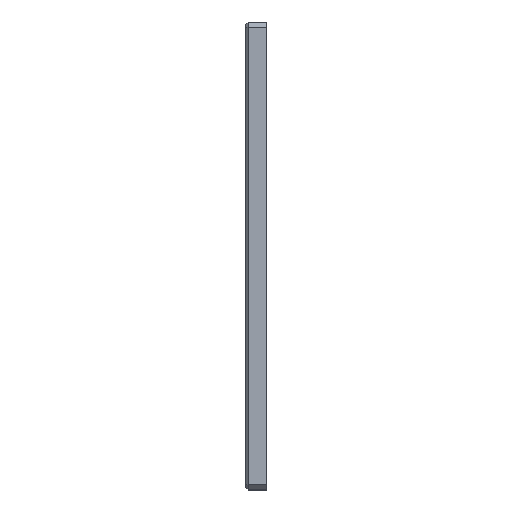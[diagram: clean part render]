
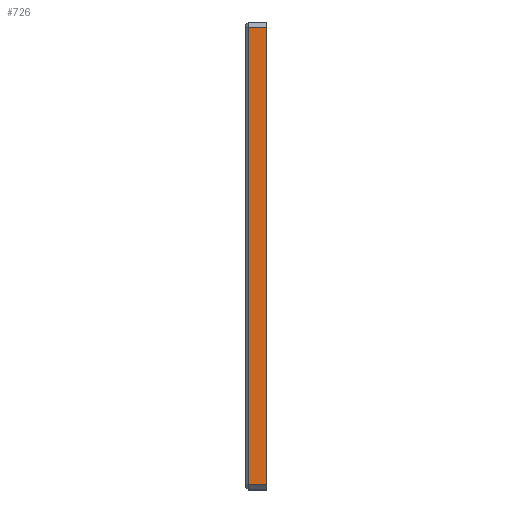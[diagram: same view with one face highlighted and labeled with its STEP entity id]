
A CAD part, left-side view. The second image highlights one B-rep face of the part: STEP entity #726.
In plain terms, the highlighted planar face has unit normal (-1, 0, 0).
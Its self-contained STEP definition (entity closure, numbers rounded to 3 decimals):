
#55 = CARTESIAN_POINT ( 'NONE',  ( -90., 7., -88. ) ) ;
#74 = FACE_OUTER_BOUND ( 'NONE', #1167, .T. ) ;
#81 = CARTESIAN_POINT ( 'NONE',  ( -90., 8., 88. ) ) ;
#184 = DIRECTION ( 'NONE',  ( 0., 1., 0. ) ) ;
#189 = DIRECTION ( 'NONE',  ( 1., 0., 0. ) ) ;
#237 = LINE ( 'NONE', #694, #662 ) ;
#296 = VECTOR ( 'NONE', #1459, 1000. ) ;
#379 = ORIENTED_EDGE ( 'NONE', *, *, #1079, .T. ) ;
#408 = PLANE ( 'NONE',  #1231 ) ;
#425 = CARTESIAN_POINT ( 'NONE',  ( -90., 8., 90. ) ) ;
#475 = VERTEX_POINT ( 'NONE', #934 ) ;
#482 = ORIENTED_EDGE ( 'NONE', *, *, #742, .T. ) ;
#501 = VERTEX_POINT ( 'NONE', #1491 ) ;
#507 = CARTESIAN_POINT ( 'NONE',  ( -90., 0., 88. ) ) ;
#609 = CARTESIAN_POINT ( 'NONE',  ( -90., 8., -88. ) ) ;
#627 = DIRECTION ( 'NONE',  ( 0., -1., 0. ) ) ;
#630 = EDGE_CURVE ( 'NONE', #475, #1434, #1082, .T. ) ;
#657 = LINE ( 'NONE', #81, #783 ) ;
#662 = VECTOR ( 'NONE', #910, 1000. ) ;
#694 = CARTESIAN_POINT ( 'NONE',  ( -90., 0., 90. ) ) ;
#726 = ADVANCED_FACE ( 'NONE', ( #74 ), #408, .F. ) ;
#742 = EDGE_CURVE ( 'NONE', #1096, #475, #657, .T. ) ;
#763 = DIRECTION ( 'NONE',  ( 0., 0., -1. ) ) ;
#783 = VECTOR ( 'NONE', #184, 1000. ) ;
#830 = ORIENTED_EDGE ( 'NONE', *, *, #1238, .T. ) ;
#910 = DIRECTION ( 'NONE',  ( 0., 0., 1. ) ) ;
#934 = CARTESIAN_POINT ( 'NONE',  ( -90., 7., 88. ) ) ;
#959 = LINE ( 'NONE', #609, #1109 ) ;
#1034 = CARTESIAN_POINT ( 'NONE',  ( -90., 7., -88. ) ) ;
#1079 = EDGE_CURVE ( 'NONE', #1434, #501, #959, .T. ) ;
#1082 = LINE ( 'NONE', #55, #296 ) ;
#1096 = VERTEX_POINT ( 'NONE', #507 ) ;
#1109 = VECTOR ( 'NONE', #627, 1000. ) ;
#1167 = EDGE_LOOP ( 'NONE', ( #482, #1234, #379, #830 ) ) ;
#1231 = AXIS2_PLACEMENT_3D ( 'NONE', #425, #189, #763 ) ;
#1234 = ORIENTED_EDGE ( 'NONE', *, *, #630, .T. ) ;
#1238 = EDGE_CURVE ( 'NONE', #501, #1096, #237, .T. ) ;
#1434 = VERTEX_POINT ( 'NONE', #1034 ) ;
#1459 = DIRECTION ( 'NONE',  ( 0., 0., -1. ) ) ;
#1491 = CARTESIAN_POINT ( 'NONE',  ( -90., 0., -88. ) ) ;
